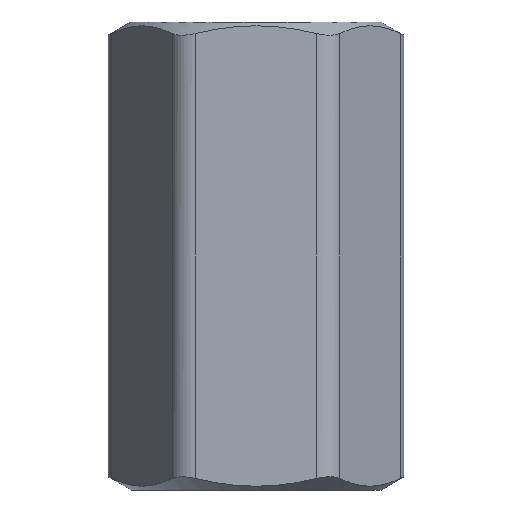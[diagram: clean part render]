
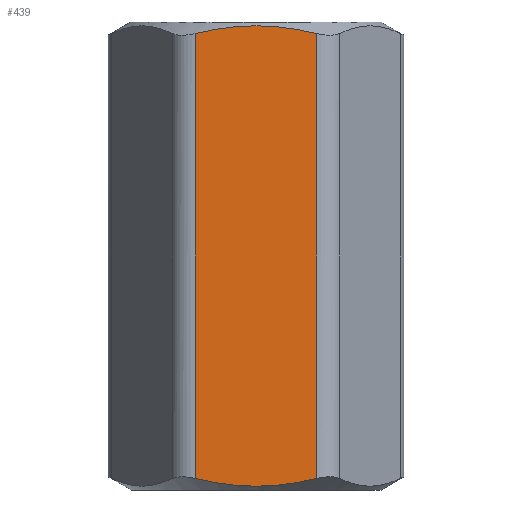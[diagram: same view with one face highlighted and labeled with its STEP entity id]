
A CAD part, front view. The second image highlights one B-rep face of the part: STEP entity #439.
In plain terms, the highlighted planar face has unit normal (0, -1, 0).
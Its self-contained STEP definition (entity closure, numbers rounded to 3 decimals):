
#18=PLANE('',#497);
#30=(
BOUNDED_CURVE()
B_SPLINE_CURVE(2,(#2862,#2863,#2864),.UNSPECIFIED.,.F.,.F.)
B_SPLINE_CURVE_WITH_KNOTS((3,3),(-2.449,-1.47),
 .UNSPECIFIED.)
CURVE()
GEOMETRIC_REPRESENTATION_ITEM()
RATIONAL_B_SPLINE_CURVE((4.201,4.627,4.201))
REPRESENTATION_ITEM('')
);
#36=(
BOUNDED_CURVE()
B_SPLINE_CURVE(2,(#2955,#2956,#2957),.UNSPECIFIED.,.F.,.F.)
B_SPLINE_CURVE_WITH_KNOTS((3,3),(-2.478,-1.488),
 .UNSPECIFIED.)
CURVE()
GEOMETRIC_REPRESENTATION_ITEM()
RATIONAL_B_SPLINE_CURVE((4.245,4.676,4.245))
REPRESENTATION_ITEM('')
);
#49=LINE('',#3787,#63);
#50=LINE('',#3788,#64);
#63=VECTOR('',#569,1000.);
#64=VECTOR('',#570,1000.);
#99=FACE_OUTER_BOUND('',#133,.T.);
#133=EDGE_LOOP('',(#369,#370,#371,#372));
#211=VERTEX_POINT('',#2850);
#212=VERTEX_POINT('',#2861);
#224=VERTEX_POINT('',#2943);
#225=VERTEX_POINT('',#2954);
#260=EDGE_CURVE('',#212,#211,#30,.T.);
#273=EDGE_CURVE('',#225,#224,#36,.T.);
#287=EDGE_CURVE('',#224,#212,#49,.T.);
#288=EDGE_CURVE('',#211,#225,#50,.T.);
#369=ORIENTED_EDGE('',*,*,#273,.T.);
#370=ORIENTED_EDGE('',*,*,#287,.T.);
#371=ORIENTED_EDGE('',*,*,#260,.T.);
#372=ORIENTED_EDGE('',*,*,#288,.T.);
#439=ADVANCED_FACE('',(#99),#18,.T.);
#497=AXIS2_PLACEMENT_3D('',#3786,#567,#568);
#567=DIRECTION('center_axis',(0.,-1.,0.));
#568=DIRECTION('ref_axis',(1.,0.,0.));
#569=DIRECTION('',(0.,0.,-1.));
#570=DIRECTION('',(0.,0.,1.));
#2850=CARTESIAN_POINT('',(1.039,-2.25,-3.803));
#2861=CARTESIAN_POINT('',(-1.039,-2.25,-3.803));
#2862=CARTESIAN_POINT('Ctrl Pts',(-1.039,-2.25,-3.803));
#2863=CARTESIAN_POINT('Ctrl Pts',(0.,-2.25,-4.055));
#2864=CARTESIAN_POINT('Ctrl Pts',(1.039,-2.25,-3.803));
#2943=CARTESIAN_POINT('',(-1.039,-2.25,3.803));
#2954=CARTESIAN_POINT('',(1.039,-2.25,3.803));
#2955=CARTESIAN_POINT('Ctrl Pts',(1.039,-2.25,3.803));
#2956=CARTESIAN_POINT('Ctrl Pts',(0.,-2.25,4.055));
#2957=CARTESIAN_POINT('Ctrl Pts',(-1.039,-2.25,3.803));
#3786=CARTESIAN_POINT('Origin',(-1.299,-2.25,-4.));
#3787=CARTESIAN_POINT('',(-1.039,-2.25,-4.));
#3788=CARTESIAN_POINT('',(1.039,-2.25,-4.));
